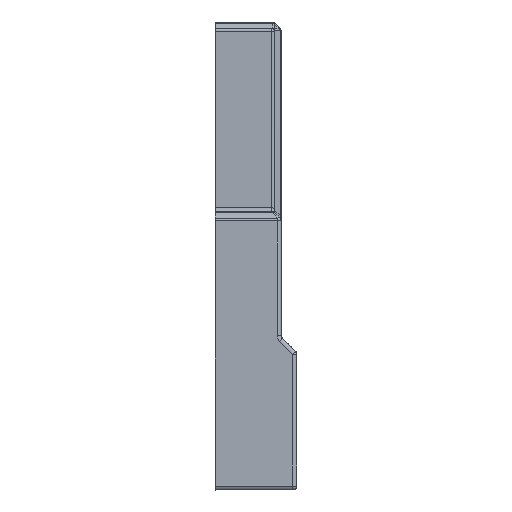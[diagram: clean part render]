
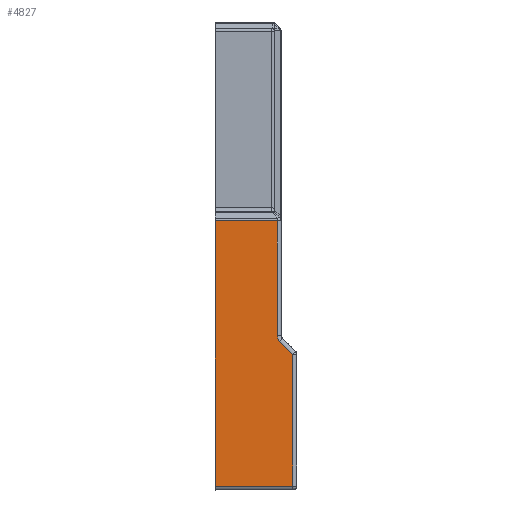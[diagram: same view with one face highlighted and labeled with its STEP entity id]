
A CAD part, left-side view. The second image highlights one B-rep face of the part: STEP entity #4827.
In plain terms, the highlighted planar face has unit normal (-1, 0, 0).
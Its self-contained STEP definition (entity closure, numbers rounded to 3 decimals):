
#289=LINE('',#8561,#716);
#393=LINE('',#8916,#820);
#405=LINE('',#9111,#832);
#524=LINE('',#9690,#951);
#533=LINE('',#9703,#960);
#545=LINE('',#9721,#972);
#716=VECTOR('',#5604,10.);
#820=VECTOR('',#5910,10.);
#832=VECTOR('',#6038,10.);
#951=VECTOR('',#6529,10.);
#960=VECTOR('',#6546,10.);
#972=VECTOR('',#6570,10.);
#1153=PLANE('',#5355);
#1443=FACE_OUTER_BOUND('',#1750,.T.);
#1750=EDGE_LOOP('',(#4393,#4394,#4395,#4396,#4397,#4398,#4399));
#1883=CIRCLE('',#5067,1.);
#2155=VERTEX_POINT('',#8558);
#2156=VERTEX_POINT('',#8560);
#2254=VERTEX_POINT('',#8908);
#2267=VERTEX_POINT('',#9003);
#2281=VERTEX_POINT('',#9038);
#2282=VERTEX_POINT('',#9040);
#2294=VERTEX_POINT('',#9101);
#2592=EDGE_CURVE('',#2155,#2156,#289,.T.);
#2746=EDGE_CURVE('',#2254,#2155,#393,.T.);
#2780=EDGE_CURVE('',#2281,#2282,#1883,.T.);
#2800=EDGE_CURVE('',#2294,#2281,#405,.T.);
#3020=EDGE_CURVE('',#2156,#2294,#524,.T.);
#3029=EDGE_CURVE('',#2282,#2267,#533,.T.);
#3041=EDGE_CURVE('',#2267,#2254,#545,.T.);
#4393=ORIENTED_EDGE('',*,*,#3020,.F.);
#4394=ORIENTED_EDGE('',*,*,#2592,.F.);
#4395=ORIENTED_EDGE('',*,*,#2746,.F.);
#4396=ORIENTED_EDGE('',*,*,#3041,.F.);
#4397=ORIENTED_EDGE('',*,*,#3029,.F.);
#4398=ORIENTED_EDGE('',*,*,#2780,.F.);
#4399=ORIENTED_EDGE('',*,*,#2800,.F.);
#4827=ADVANCED_FACE('',(#1443),#1153,.T.);
#5067=AXIS2_PLACEMENT_3D('',#9041,#5991,#5992);
#5355=AXIS2_PLACEMENT_3D('',#9861,#6759,#6760);
#5604=DIRECTION('',(0.,0.,1.));
#5910=DIRECTION('',(0.,1.,0.));
#5991=DIRECTION('center_axis',(-1.,0.,0.));
#5992=DIRECTION('ref_axis',(0.,0.924,-0.383));
#6038=DIRECTION('',(0.,0.,-1.));
#6529=DIRECTION('',(0.,-1.,0.));
#6546=DIRECTION('',(0.,-0.707,-0.707));
#6570=DIRECTION('',(0.,0.,-1.));
#6759=DIRECTION('center_axis',(-1.,0.,0.));
#6760=DIRECTION('ref_axis',(0.,0.,1.));
#8558=CARTESIAN_POINT('',(-6.75,8.55,-60.));
#8560=CARTESIAN_POINT('',(-6.75,8.55,-25.707));
#8561=CARTESIAN_POINT('',(-6.75,8.55,-24.5));
#8908=CARTESIAN_POINT('',(-6.75,-1.5,-60.));
#8916=CARTESIAN_POINT('',(-6.75,0.,-60.));
#9003=CARTESIAN_POINT('',(-6.75,-1.5,-42.957));
#9038=CARTESIAN_POINT('',(-6.75,0.5,-40.543));
#9040=CARTESIAN_POINT('',(-6.75,0.207,-41.25));
#9041=CARTESIAN_POINT('Origin',(-6.75,-0.5,-40.543));
#9101=CARTESIAN_POINT('',(-6.75,0.5,-25.707));
#9111=CARTESIAN_POINT('',(-6.75,0.5,-34.875));
#9690=CARTESIAN_POINT('',(-6.75,0.,-25.707));
#9703=CARTESIAN_POINT('',(-6.75,-1.584,-43.041));
#9721=CARTESIAN_POINT('',(-6.75,-1.5,-40.125));
#9861=CARTESIAN_POINT('Origin',(-6.75,0.,-46.5));
